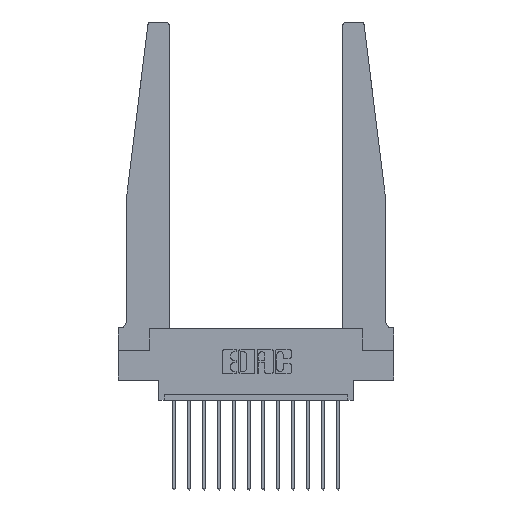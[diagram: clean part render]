
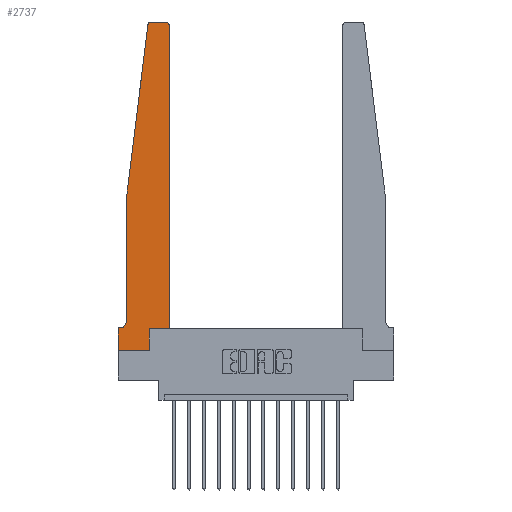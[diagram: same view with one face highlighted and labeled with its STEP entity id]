
A CAD part, top view. The second image highlights one B-rep face of the part: STEP entity #2737.
In plain terms, the highlighted planar face has unit normal (0, 0, 1).
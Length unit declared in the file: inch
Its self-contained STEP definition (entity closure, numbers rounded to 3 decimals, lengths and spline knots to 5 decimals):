
#109 = AXIS2_PLACEMENT_3D ( 'NONE', #15634, #9515, #1910 ) ;
#357 = CARTESIAN_POINT ( 'NONE',  ( 0.25, 2.75, 0.37 ) ) ;
#383 = CARTESIAN_POINT ( 'NONE',  ( 0.395, 2.75, 0.37 ) ) ;
#400 = VERTEX_POINT ( 'NONE', #12252 ) ;
#485 = DIRECTION ( 'NONE',  ( 0., -1., 0. ) ) ;
#490 = DIRECTION ( 'NONE',  ( -1., 0., 0. ) ) ;
#646 = VECTOR ( 'NONE', #11107, 39.37008 ) ;
#683 = AXIS2_PLACEMENT_3D ( 'NONE', #6891, #10791, #14566 ) ;
#1195 = VERTEX_POINT ( 'NONE', #12799 ) ;
#1303 = CIRCLE ( 'NONE', #109, 0.05 ) ;
#1702 = ORIENTED_EDGE ( 'NONE', *, *, #16374, .T. ) ;
#1910 = DIRECTION ( 'NONE',  ( -1., 0., 0. ) ) ;
#2058 = VERTEX_POINT ( 'NONE', #3030 ) ;
#2102 = DIRECTION ( 'NONE',  ( 0., -1., 0. ) ) ;
#2265 = CARTESIAN_POINT ( 'NONE',  ( 0.395, 2.72, 0.37 ) ) ;
#2360 = DIRECTION ( 'NONE',  ( -0.122, -0.992, 0. ) ) ;
#2478 = VERTEX_POINT ( 'NONE', #12929 ) ;
#2662 = VECTOR ( 'NONE', #490, 39.37008 ) ;
#2676 = CARTESIAN_POINT ( 'NONE',  ( 0.27653, 2.75, 0.37 ) ) ;
#2737 = ADVANCED_FACE ( 'NONE', ( #3753 ), #3396, .T. ) ;
#2982 = CARTESIAN_POINT ( 'NONE',  ( 0.425, 2.72, 0.37 ) ) ;
#3030 = CARTESIAN_POINT ( 'NONE',  ( 0.24675, 2.72367, 0.37 ) ) ;
#3048 = LINE ( 'NONE', #8018, #2662 ) ;
#3196 = EDGE_CURVE ( 'NONE', #10281, #1195, #4901, .T. ) ;
#3266 = ORIENTED_EDGE ( 'NONE', *, *, #3196, .T. ) ;
#3284 = VECTOR ( 'NONE', #7954, 39.37008 ) ;
#3396 = PLANE ( 'NONE',  #5777 ) ;
#3456 = CARTESIAN_POINT ( 'NONE',  ( 0., 0.1875, 0.37 ) ) ;
#3486 = CARTESIAN_POINT ( 'NONE',  ( 0.2605, 0.18, 0.37 ) ) ;
#3656 = CARTESIAN_POINT ( 'NONE',  ( 0.065, 0.2375, 0.37 ) ) ;
#3753 = FACE_OUTER_BOUND ( 'NONE', #7157, .T. ) ;
#4092 = LINE ( 'NONE', #357, #3284 ) ;
#4191 = EDGE_CURVE ( 'NONE', #6386, #7028, #4092, .T. ) ;
#4202 = ORIENTED_EDGE ( 'NONE', *, *, #13669, .T. ) ;
#4282 = ORIENTED_EDGE ( 'NONE', *, *, #7828, .T. ) ;
#4290 = VECTOR ( 'NONE', #5486, 39.37008 ) ;
#4367 = ORIENTED_EDGE ( 'NONE', *, *, #12664, .T. ) ;
#4440 = CARTESIAN_POINT ( 'NONE',  ( 0., 0., 0.37 ) ) ;
#4879 = CARTESIAN_POINT ( 'NONE',  ( 0., 0.1875, 0.37 ) ) ;
#4901 = LINE ( 'NONE', #4440, #10475 ) ;
#4994 = CARTESIAN_POINT ( 'NONE',  ( 0.425, 0.18, 0.37 ) ) ;
#5486 = DIRECTION ( 'NONE',  ( 1., 0., 0. ) ) ;
#5777 = AXIS2_PLACEMENT_3D ( 'NONE', #3456, #8610, #8546 ) ;
#5801 = EDGE_CURVE ( 'NONE', #7415, #15837, #1303, .T. ) ;
#5923 = ORIENTED_EDGE ( 'NONE', *, *, #12758, .T. ) ;
#6037 = VECTOR ( 'NONE', #485, 39.37008 ) ;
#6386 = VERTEX_POINT ( 'NONE', #383 ) ;
#6611 = LINE ( 'NONE', #7301, #9040 ) ;
#6891 = CARTESIAN_POINT ( 'NONE',  ( 0.27653, 2.72, 0.37 ) ) ;
#6951 = LINE ( 'NONE', #4994, #10154 ) ;
#7028 = VERTEX_POINT ( 'NONE', #2676 ) ;
#7157 = EDGE_LOOP ( 'NONE', ( #12331, #16156, #4282, #12320, #15735, #5923, #3266, #1702, #8833, #12024, #4202, #4367 ) ) ;
#7259 = EDGE_CURVE ( 'NONE', #400, #10972, #8772, .T. ) ;
#7301 = CARTESIAN_POINT ( 'NONE',  ( 0., 0., 0.37 ) ) ;
#7415 = VERTEX_POINT ( 'NONE', #3656 ) ;
#7828 = EDGE_CURVE ( 'NONE', #2058, #2478, #10726, .T. ) ;
#7954 = DIRECTION ( 'NONE',  ( -1., 0., 0. ) ) ;
#8018 = CARTESIAN_POINT ( 'NONE',  ( 0.065, 0.1875, 0.37 ) ) ;
#8464 = AXIS2_PLACEMENT_3D ( 'NONE', #2265, #14985, #8582 ) ;
#8546 = DIRECTION ( 'NONE',  ( 1., 0., 0. ) ) ;
#8582 = DIRECTION ( 'NONE',  ( 1., 0., 0. ) ) ;
#8610 = DIRECTION ( 'NONE',  ( 0., 0., 1. ) ) ;
#8747 = DIRECTION ( 'NONE',  ( 0., 1., 0. ) ) ;
#8772 = LINE ( 'NONE', #3486, #646 ) ;
#8833 = ORIENTED_EDGE ( 'NONE', *, *, #7259, .T. ) ;
#8919 = CARTESIAN_POINT ( 'NONE',  ( 0.065, 1.25, 0.37 ) ) ;
#9040 = VECTOR ( 'NONE', #11061, 39.37008 ) ;
#9270 = LINE ( 'NONE', #9512, #4290 ) ;
#9464 = LINE ( 'NONE', #10560, #6037 ) ;
#9512 = CARTESIAN_POINT ( 'NONE',  ( 0.425, 0.18, 0.37 ) ) ;
#9515 = DIRECTION ( 'NONE',  ( 0., 0., -1. ) ) ;
#10020 = EDGE_CURVE ( 'NONE', #10972, #11809, #9270, .T. ) ;
#10090 = EDGE_CURVE ( 'NONE', #2478, #7415, #9464, .T. ) ;
#10154 = VECTOR ( 'NONE', #8747, 39.37008 ) ;
#10281 = VERTEX_POINT ( 'NONE', #4879 ) ;
#10475 = VECTOR ( 'NONE', #2102, 39.37008 ) ;
#10560 = CARTESIAN_POINT ( 'NONE',  ( 0.065, 1.25, 0.37 ) ) ;
#10611 = CARTESIAN_POINT ( 'NONE',  ( 0.425, 0.18, 0.37 ) ) ;
#10726 = LINE ( 'NONE', #8919, #11521 ) ;
#10791 = DIRECTION ( 'NONE',  ( 0., 0., 1. ) ) ;
#10972 = VERTEX_POINT ( 'NONE', #15050 ) ;
#11061 = DIRECTION ( 'NONE',  ( 1., 0., 0. ) ) ;
#11107 = DIRECTION ( 'NONE',  ( 0., 1., 0. ) ) ;
#11309 = VERTEX_POINT ( 'NONE', #2982 ) ;
#11521 = VECTOR ( 'NONE', #2360, 39.37008 ) ;
#11809 = VERTEX_POINT ( 'NONE', #10611 ) ;
#12024 = ORIENTED_EDGE ( 'NONE', *, *, #10020, .T. ) ;
#12163 = CIRCLE ( 'NONE', #8464, 0.03 ) ;
#12252 = CARTESIAN_POINT ( 'NONE',  ( 0.2605, 0., 0.37 ) ) ;
#12320 = ORIENTED_EDGE ( 'NONE', *, *, #10090, .T. ) ;
#12331 = ORIENTED_EDGE ( 'NONE', *, *, #4191, .T. ) ;
#12664 = EDGE_CURVE ( 'NONE', #11309, #6386, #12163, .T. ) ;
#12758 = EDGE_CURVE ( 'NONE', #15837, #10281, #3048, .T. ) ;
#12799 = CARTESIAN_POINT ( 'NONE',  ( 0., 0., 0.37 ) ) ;
#12929 = CARTESIAN_POINT ( 'NONE',  ( 0.065, 1.25, 0.37 ) ) ;
#13199 = CIRCLE ( 'NONE', #683, 0.03 ) ;
#13669 = EDGE_CURVE ( 'NONE', #11809, #11309, #6951, .T. ) ;
#14566 = DIRECTION ( 'NONE',  ( 1., 0., 0. ) ) ;
#14748 = CARTESIAN_POINT ( 'NONE',  ( 0.015, 0.1875, 0.37 ) ) ;
#14985 = DIRECTION ( 'NONE',  ( 0., 0., 1. ) ) ;
#15050 = CARTESIAN_POINT ( 'NONE',  ( 0.2605, 0.18, 0.37 ) ) ;
#15634 = CARTESIAN_POINT ( 'NONE',  ( 0.015, 0.2375, 0.37 ) ) ;
#15693 = EDGE_CURVE ( 'NONE', #7028, #2058, #13199, .T. ) ;
#15735 = ORIENTED_EDGE ( 'NONE', *, *, #5801, .T. ) ;
#15837 = VERTEX_POINT ( 'NONE', #14748 ) ;
#16156 = ORIENTED_EDGE ( 'NONE', *, *, #15693, .T. ) ;
#16374 = EDGE_CURVE ( 'NONE', #1195, #400, #6611, .T. ) ;
